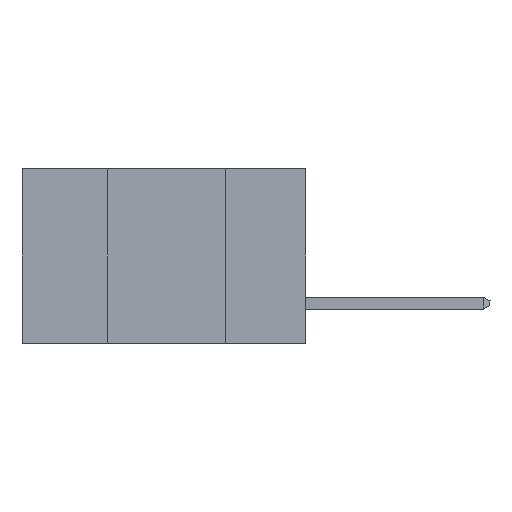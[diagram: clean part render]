
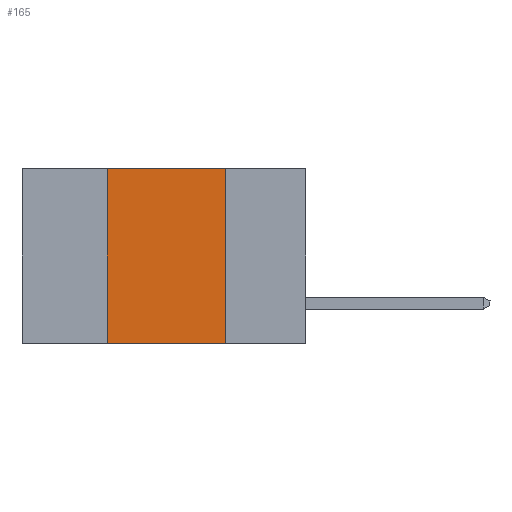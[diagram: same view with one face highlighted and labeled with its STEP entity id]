
A CAD part, left-side view. The second image highlights one B-rep face of the part: STEP entity #165.
In plain terms, the highlighted planar face has unit normal (-1, 0, 0).
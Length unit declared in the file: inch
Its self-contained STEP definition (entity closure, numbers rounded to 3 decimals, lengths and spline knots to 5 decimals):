
#165 = ADVANCED_FACE ( 'NONE', ( #6166 ), #7678, .F. ) ;
#1231 = CARTESIAN_POINT ( 'NONE',  ( 0., 0.42, -0.37 ) ) ;
#1310 = CARTESIAN_POINT ( 'NONE',  ( 0., 0.6, 0. ) ) ;
#1549 = VERTEX_POINT ( 'NONE', #2210 ) ;
#1617 = LINE ( 'NONE', #7218, #5579 ) ;
#1713 = EDGE_CURVE ( 'NONE', #3199, #1549, #1617, .T. ) ;
#1967 = VERTEX_POINT ( 'NONE', #10248 ) ;
#2057 = CARTESIAN_POINT ( 'NONE',  ( 0., 0.6, -0.37 ) ) ;
#2210 = CARTESIAN_POINT ( 'NONE',  ( 0., 0.42, 0. ) ) ;
#2521 = ORIENTED_EDGE ( 'NONE', *, *, #1713, .F. ) ;
#2637 = CARTESIAN_POINT ( 'NONE',  ( 0., 0.17, -0.37 ) ) ;
#3013 = EDGE_CURVE ( 'NONE', #8346, #1967, #9988, .T. ) ;
#3199 = VERTEX_POINT ( 'NONE', #1231 ) ;
#3359 = AXIS2_PLACEMENT_3D ( 'NONE', #9424, #4494, #7776 ) ;
#3648 = EDGE_LOOP ( 'NONE', ( #6445, #7390, #2521, #9908 ) ) ;
#3870 = VECTOR ( 'NONE', #10054, 39.37008 ) ;
#4018 = EDGE_CURVE ( 'NONE', #1549, #8346, #5341, .T. ) ;
#4326 = LINE ( 'NONE', #2057, #3870 ) ;
#4494 = DIRECTION ( 'NONE',  ( 1., 0., 0. ) ) ;
#4532 = EDGE_CURVE ( 'NONE', #3199, #1967, #4326, .T. ) ;
#4589 = VECTOR ( 'NONE', #5926, 39.37008 ) ;
#4755 = CARTESIAN_POINT ( 'NONE',  ( 0., 0.17, 0. ) ) ;
#4898 = DIRECTION ( 'NONE',  ( 0., 0., 1. ) ) ;
#5341 = LINE ( 'NONE', #1310, #6141 ) ;
#5579 = VECTOR ( 'NONE', #4898, 39.37008 ) ;
#5926 = DIRECTION ( 'NONE',  ( 0., 0., -1. ) ) ;
#6058 = DIRECTION ( 'NONE',  ( 0., -1., 0. ) ) ;
#6141 = VECTOR ( 'NONE', #6058, 39.37008 ) ;
#6166 = FACE_OUTER_BOUND ( 'NONE', #3648, .T. ) ;
#6445 = ORIENTED_EDGE ( 'NONE', *, *, #3013, .F. ) ;
#7218 = CARTESIAN_POINT ( 'NONE',  ( 0., 0.42, -0.37 ) ) ;
#7390 = ORIENTED_EDGE ( 'NONE', *, *, #4018, .F. ) ;
#7678 = PLANE ( 'NONE',  #3359 ) ;
#7776 = DIRECTION ( 'NONE',  ( 0., 0., -1. ) ) ;
#8346 = VERTEX_POINT ( 'NONE', #4755 ) ;
#9424 = CARTESIAN_POINT ( 'NONE',  ( 0., 0.6, 0. ) ) ;
#9908 = ORIENTED_EDGE ( 'NONE', *, *, #4532, .T. ) ;
#9988 = LINE ( 'NONE', #2637, #4589 ) ;
#10054 = DIRECTION ( 'NONE',  ( 0., -1., 0. ) ) ;
#10248 = CARTESIAN_POINT ( 'NONE',  ( 0., 0.17, -0.37 ) ) ;
